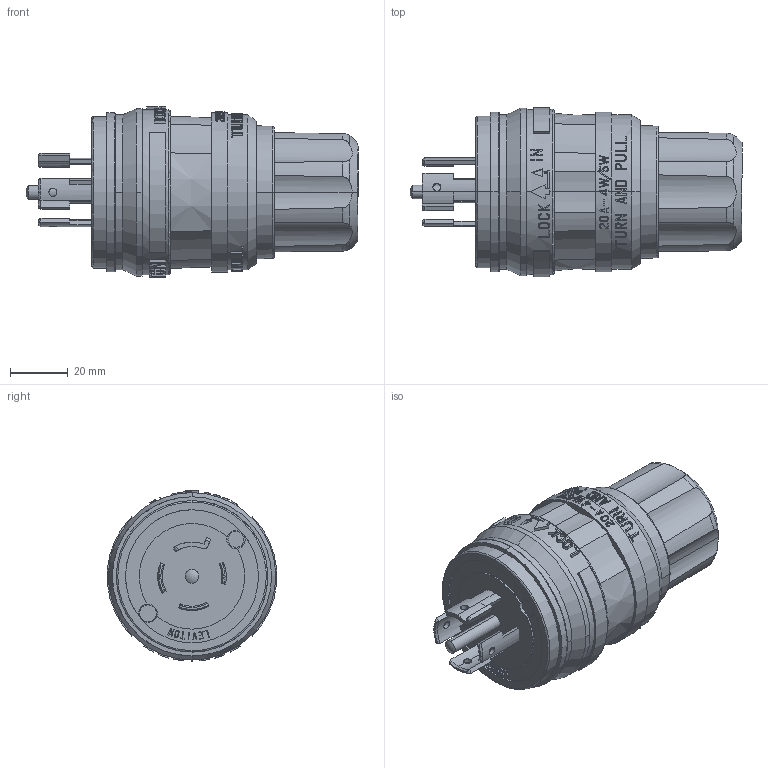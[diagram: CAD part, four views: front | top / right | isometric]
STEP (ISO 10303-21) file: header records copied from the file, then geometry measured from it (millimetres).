
FILE_DESCRIPTION (( 'STEP AP214' ), '1' );
FILE_NAME ('CATSTD-26W83-000-M01.STEP', '2019-09-03T17:41:49', ( '' ), ( '' ), 'SwSTEP 2.0', 'SolidWorks 2017', '' );
FILE_SCHEMA (( 'AUTOMOTIVE_DESIGN' ));
Length unit declared in the file: inch
Products named in the file (1): CATSTD-26W83-000-M01
Bounding box: 114.81 x 58.5 x 58.95 mm (x, y, z)
Surface area: 22684 mm2 (no closed solid volume)
Topology: 0 solids, 3 shells, 699 faces, 1995 edges, 1342 vertices
Faces by surface type: plane 444, cylinder 205, cone 33, torus 16, sphere 1
Entity records: 34673 total; most frequent: CARTESIAN_POINT 7874, ORIENTED_EDGE 3814, DIRECTION 3478, EDGE_CURVE 1995, VERTEX_POINT 1342, AXIS2_PLACEMENT_3D 1224, VECTOR 1030, LINE 1030
